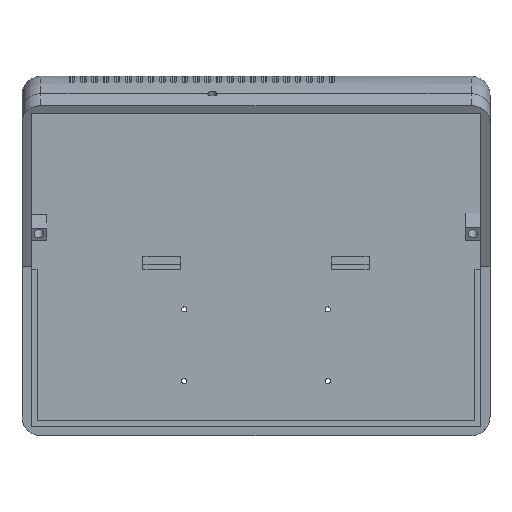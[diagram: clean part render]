
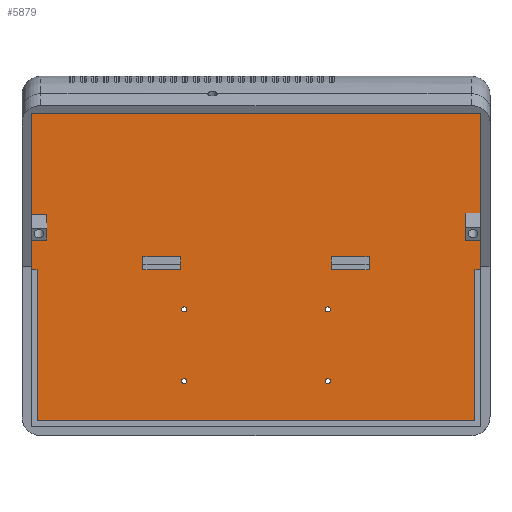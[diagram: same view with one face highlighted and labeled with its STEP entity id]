
A CAD part, top view. The second image highlights one B-rep face of the part: STEP entity #5879.
In plain terms, the highlighted planar face has unit normal (0, 0, 1).
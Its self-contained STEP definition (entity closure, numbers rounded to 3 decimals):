
#244=FACE_BOUND('',#779,.T.);
#245=FACE_BOUND('',#780,.T.);
#246=FACE_BOUND('',#781,.T.);
#247=FACE_BOUND('',#782,.T.);
#248=FACE_BOUND('',#783,.T.);
#249=FACE_BOUND('',#784,.T.);
#265=CIRCLE('',#6172,10.);
#266=CIRCLE('',#6173,1.35);
#267=CIRCLE('',#6174,1.35);
#268=CIRCLE('',#6175,1.35);
#269=CIRCLE('',#6176,1.35);
#503=FACE_OUTER_BOUND('',#778,.T.);
#778=EDGE_LOOP('',(#3869,#3870,#3871,#3872,#3873,#3874,#3875,#3876,#3877,
#3878,#3879,#3880,#3881,#3882,#3883,#3884,#3885,#3886,#3887,#3888,#3889));
#779=EDGE_LOOP('',(#3890));
#780=EDGE_LOOP('',(#3891));
#781=EDGE_LOOP('',(#3892));
#782=EDGE_LOOP('',(#3893));
#783=EDGE_LOOP('',(#3894,#3895,#3896,#3897));
#784=EDGE_LOOP('',(#3898,#3899,#3900,#3901));
#1070=LINE('',#8322,#1669);
#1072=LINE('',#8328,#1671);
#1079=LINE('',#8343,#1678);
#1083=LINE('',#8351,#1682);
#1093=LINE('',#8375,#1692);
#1094=LINE('',#8378,#1693);
#1095=LINE('',#8380,#1694);
#1096=LINE('',#8382,#1695);
#1097=LINE('',#8384,#1696);
#1098=LINE('',#8386,#1697);
#1099=LINE('',#8388,#1698);
#1100=LINE('',#8390,#1699);
#1101=LINE('',#8392,#1700);
#1102=LINE('',#8394,#1701);
#1103=LINE('',#8396,#1702);
#1104=LINE('',#8398,#1703);
#1105=LINE('',#8399,#1704);
#1106=LINE('',#8401,#1705);
#1107=LINE('',#8403,#1706);
#1108=LINE('',#8404,#1707);
#1109=LINE('',#8415,#1708);
#1110=LINE('',#8417,#1709);
#1111=LINE('',#8419,#1710);
#1112=LINE('',#8420,#1711);
#1113=LINE('',#8423,#1712);
#1114=LINE('',#8425,#1713);
#1115=LINE('',#8427,#1714);
#1116=LINE('',#8428,#1715);
#1669=VECTOR('',#6687,10.);
#1671=VECTOR('',#6691,10.);
#1678=VECTOR('',#6704,10.);
#1682=VECTOR('',#6708,10.);
#1692=VECTOR('',#6724,10.);
#1693=VECTOR('',#6727,10.);
#1694=VECTOR('',#6728,10.);
#1695=VECTOR('',#6729,10.);
#1696=VECTOR('',#6730,10.);
#1697=VECTOR('',#6731,10.);
#1698=VECTOR('',#6732,10.);
#1699=VECTOR('',#6733,10.);
#1700=VECTOR('',#6734,10.);
#1701=VECTOR('',#6735,10.);
#1702=VECTOR('',#6736,10.);
#1703=VECTOR('',#6737,10.);
#1704=VECTOR('',#6738,10.);
#1705=VECTOR('',#6739,10.);
#1706=VECTOR('',#6740,10.);
#1707=VECTOR('',#6741,10.);
#1708=VECTOR('',#6750,10.);
#1709=VECTOR('',#6751,10.);
#1710=VECTOR('',#6752,10.);
#1711=VECTOR('',#6753,10.);
#1712=VECTOR('',#6754,10.);
#1713=VECTOR('',#6755,10.);
#1714=VECTOR('',#6756,10.);
#1715=VECTOR('',#6757,10.);
#2266=VERTEX_POINT('',#8316);
#2268=VERTEX_POINT('',#8320);
#2269=VERTEX_POINT('',#8324);
#2271=VERTEX_POINT('',#8327);
#2276=VERTEX_POINT('',#8342);
#2279=VERTEX_POINT('',#8348);
#2280=VERTEX_POINT('',#8350);
#2291=VERTEX_POINT('',#8374);
#2292=VERTEX_POINT('',#8376);
#2293=VERTEX_POINT('',#8379);
#2294=VERTEX_POINT('',#8381);
#2295=VERTEX_POINT('',#8383);
#2296=VERTEX_POINT('',#8385);
#2297=VERTEX_POINT('',#8387);
#2298=VERTEX_POINT('',#8389);
#2299=VERTEX_POINT('',#8391);
#2300=VERTEX_POINT('',#8393);
#2301=VERTEX_POINT('',#8395);
#2302=VERTEX_POINT('',#8397);
#2303=VERTEX_POINT('',#8400);
#2304=VERTEX_POINT('',#8402);
#2305=VERTEX_POINT('',#8405);
#2306=VERTEX_POINT('',#8407);
#2307=VERTEX_POINT('',#8409);
#2308=VERTEX_POINT('',#8411);
#2309=VERTEX_POINT('',#8413);
#2310=VERTEX_POINT('',#8414);
#2311=VERTEX_POINT('',#8416);
#2312=VERTEX_POINT('',#8418);
#2313=VERTEX_POINT('',#8421);
#2314=VERTEX_POINT('',#8422);
#2315=VERTEX_POINT('',#8424);
#2316=VERTEX_POINT('',#8426);
#2896=EDGE_CURVE('',#2268,#2266,#1070,.T.);
#2898=EDGE_CURVE('',#2269,#2271,#1072,.T.);
#2906=EDGE_CURVE('',#2266,#2276,#1079,.T.);
#2910=EDGE_CURVE('',#2279,#2280,#1083,.T.);
#2922=EDGE_CURVE('',#2291,#2268,#1093,.T.);
#2923=EDGE_CURVE('',#2292,#2291,#265,.T.);
#2924=EDGE_CURVE('',#2271,#2292,#1094,.T.);
#2925=EDGE_CURVE('',#2293,#2269,#1095,.T.);
#2926=EDGE_CURVE('',#2293,#2294,#1096,.T.);
#2927=EDGE_CURVE('',#2294,#2295,#1097,.T.);
#2928=EDGE_CURVE('',#2295,#2296,#1098,.T.);
#2929=EDGE_CURVE('',#2296,#2297,#1099,.T.);
#2930=EDGE_CURVE('',#2297,#2298,#1100,.T.);
#2931=EDGE_CURVE('',#2298,#2299,#1101,.T.);
#2932=EDGE_CURVE('',#2299,#2300,#1102,.T.);
#2933=EDGE_CURVE('',#2300,#2301,#1103,.T.);
#2934=EDGE_CURVE('',#2301,#2302,#1104,.T.);
#2935=EDGE_CURVE('',#2302,#2280,#1105,.T.);
#2936=EDGE_CURVE('',#2279,#2303,#1106,.T.);
#2937=EDGE_CURVE('',#2303,#2304,#1107,.T.);
#2938=EDGE_CURVE('',#2304,#2276,#1108,.T.);
#2939=EDGE_CURVE('',#2305,#2305,#266,.T.);
#2940=EDGE_CURVE('',#2306,#2306,#267,.T.);
#2941=EDGE_CURVE('',#2307,#2307,#268,.T.);
#2942=EDGE_CURVE('',#2308,#2308,#269,.T.);
#2943=EDGE_CURVE('',#2309,#2310,#1109,.T.);
#2944=EDGE_CURVE('',#2310,#2311,#1110,.T.);
#2945=EDGE_CURVE('',#2311,#2312,#1111,.T.);
#2946=EDGE_CURVE('',#2312,#2309,#1112,.T.);
#2947=EDGE_CURVE('',#2313,#2314,#1113,.T.);
#2948=EDGE_CURVE('',#2314,#2315,#1114,.T.);
#2949=EDGE_CURVE('',#2315,#2316,#1115,.T.);
#2950=EDGE_CURVE('',#2316,#2313,#1116,.T.);
#3869=ORIENTED_EDGE('',*,*,#2896,.F.);
#3870=ORIENTED_EDGE('',*,*,#2922,.F.);
#3871=ORIENTED_EDGE('',*,*,#2923,.F.);
#3872=ORIENTED_EDGE('',*,*,#2924,.F.);
#3873=ORIENTED_EDGE('',*,*,#2898,.F.);
#3874=ORIENTED_EDGE('',*,*,#2925,.F.);
#3875=ORIENTED_EDGE('',*,*,#2926,.T.);
#3876=ORIENTED_EDGE('',*,*,#2927,.T.);
#3877=ORIENTED_EDGE('',*,*,#2928,.T.);
#3878=ORIENTED_EDGE('',*,*,#2929,.T.);
#3879=ORIENTED_EDGE('',*,*,#2930,.T.);
#3880=ORIENTED_EDGE('',*,*,#2931,.T.);
#3881=ORIENTED_EDGE('',*,*,#2932,.T.);
#3882=ORIENTED_EDGE('',*,*,#2933,.T.);
#3883=ORIENTED_EDGE('',*,*,#2934,.T.);
#3884=ORIENTED_EDGE('',*,*,#2935,.T.);
#3885=ORIENTED_EDGE('',*,*,#2910,.F.);
#3886=ORIENTED_EDGE('',*,*,#2936,.T.);
#3887=ORIENTED_EDGE('',*,*,#2937,.T.);
#3888=ORIENTED_EDGE('',*,*,#2938,.T.);
#3889=ORIENTED_EDGE('',*,*,#2906,.F.);
#3890=ORIENTED_EDGE('',*,*,#2939,.T.);
#3891=ORIENTED_EDGE('',*,*,#2940,.T.);
#3892=ORIENTED_EDGE('',*,*,#2941,.T.);
#3893=ORIENTED_EDGE('',*,*,#2942,.T.);
#3894=ORIENTED_EDGE('',*,*,#2943,.T.);
#3895=ORIENTED_EDGE('',*,*,#2944,.T.);
#3896=ORIENTED_EDGE('',*,*,#2945,.T.);
#3897=ORIENTED_EDGE('',*,*,#2946,.T.);
#3898=ORIENTED_EDGE('',*,*,#2947,.T.);
#3899=ORIENTED_EDGE('',*,*,#2948,.T.);
#3900=ORIENTED_EDGE('',*,*,#2949,.T.);
#3901=ORIENTED_EDGE('',*,*,#2950,.T.);
#5726=PLANE('',#6171);
#5879=ADVANCED_FACE('',(#503,#244,#245,#246,#247,#248,#249),#5726,.F.);
#6171=AXIS2_PLACEMENT_3D('',#8373,#6722,#6723);
#6172=AXIS2_PLACEMENT_3D('',#8377,#6725,#6726);
#6173=AXIS2_PLACEMENT_3D('',#8406,#6742,#6743);
#6174=AXIS2_PLACEMENT_3D('',#8408,#6744,#6745);
#6175=AXIS2_PLACEMENT_3D('',#8410,#6746,#6747);
#6176=AXIS2_PLACEMENT_3D('',#8412,#6748,#6749);
#6687=DIRECTION('',(-1.,0.,0.));
#6691=DIRECTION('',(0.,1.,0.));
#6704=DIRECTION('',(0.,-1.,0.));
#6708=DIRECTION('',(0.,-1.,0.));
#6722=DIRECTION('center_axis',(0.,0.,-1.));
#6723=DIRECTION('ref_axis',(-1.,0.,0.));
#6724=DIRECTION('',(0.,-1.,0.));
#6725=DIRECTION('center_axis',(0.,0.,-1.));
#6726=DIRECTION('ref_axis',(0.707,0.707,0.));
#6727=DIRECTION('',(1.,0.,0.));
#6728=DIRECTION('',(1.,0.,0.));
#6729=DIRECTION('',(0.,-1.,0.));
#6730=DIRECTION('',(1.,0.002,0.));
#6731=DIRECTION('',(0.,-1.,0.));
#6732=DIRECTION('',(-1.,0.,0.));
#6733=DIRECTION('',(0.,-1.,0.));
#6734=DIRECTION('',(1.,0.,0.));
#6735=DIRECTION('',(0.,-1.,0.));
#6736=DIRECTION('',(1.,0.,0.));
#6737=DIRECTION('',(0.,1.,0.));
#6738=DIRECTION('',(1.,0.,0.));
#6739=DIRECTION('',(-1.,0.,0.));
#6740=DIRECTION('',(0.,1.,0.));
#6741=DIRECTION('',(1.,0.,0.));
#6742=DIRECTION('center_axis',(0.,0.,-1.));
#6743=DIRECTION('ref_axis',(1.,0.,0.));
#6744=DIRECTION('center_axis',(0.,0.,-1.));
#6745=DIRECTION('ref_axis',(1.,0.,0.));
#6746=DIRECTION('center_axis',(0.,0.,-1.));
#6747=DIRECTION('ref_axis',(1.,0.,0.));
#6748=DIRECTION('center_axis',(0.,0.,-1.));
#6749=DIRECTION('ref_axis',(1.,0.,0.));
#6750=DIRECTION('',(0.,1.,0.));
#6751=DIRECTION('',(1.,0.,0.));
#6752=DIRECTION('',(0.,-1.,0.));
#6753=DIRECTION('',(-1.,0.,0.));
#6754=DIRECTION('',(0.,1.,0.));
#6755=DIRECTION('',(1.,0.,0.));
#6756=DIRECTION('',(0.,-1.,0.));
#6757=DIRECTION('',(-1.,0.,0.));
#8316=CARTESIAN_POINT('',(119.175,77.747,0.));
#8320=CARTESIAN_POINT('',(124.175,77.747,0.));
#8322=CARTESIAN_POINT('',(124.175,77.747,0.));
#8324=CARTESIAN_POINT('',(59.175,137.747,0.));
#8327=CARTESIAN_POINT('',(59.175,142.747,0.));
#8328=CARTESIAN_POINT('',(59.175,77.747,0.));
#8342=CARTESIAN_POINT('',(119.175,70.168,0.));
#8343=CARTESIAN_POINT('',(119.175,137.747,0.));
#8348=CARTESIAN_POINT('',(119.175,60.931,0.));
#8350=CARTESIAN_POINT('',(119.175,39.975,0.));
#8351=CARTESIAN_POINT('',(119.175,137.747,0.));
#8373=CARTESIAN_POINT('Origin',(0.,47.386,0.));
#8374=CARTESIAN_POINT('',(124.175,132.747,0.));
#8375=CARTESIAN_POINT('',(124.175,33.636,0.));
#8376=CARTESIAN_POINT('',(114.175,142.747,0.));
#8377=CARTESIAN_POINT('Origin',(114.175,132.747,0.));
#8378=CARTESIAN_POINT('',(105.425,142.747,0.));
#8379=CARTESIAN_POINT('',(-119.175,137.747,0.));
#8380=CARTESIAN_POINT('',(-119.175,137.747,0.));
#8381=CARTESIAN_POINT('',(-119.175,69.346,0.));
#8382=CARTESIAN_POINT('',(-119.175,125.247,0.));
#8383=CARTESIAN_POINT('',(-111.172,69.364,0.));
#8384=CARTESIAN_POINT('',(-59.621,69.481,0.));
#8385=CARTESIAN_POINT('',(-111.173,60.931,0.));
#8386=CARTESIAN_POINT('',(-111.173,54.765,0.));
#8387=CARTESIAN_POINT('',(-119.175,60.931,0.));
#8388=CARTESIAN_POINT('',(-55.586,60.931,0.));
#8389=CARTESIAN_POINT('',(-119.175,39.975,0.));
#8390=CARTESIAN_POINT('',(-119.175,125.247,0.));
#8391=CARTESIAN_POINT('',(-116.175,39.975,0.));
#8392=CARTESIAN_POINT('',(-58.088,39.975,0.));
#8393=CARTESIAN_POINT('',(-116.175,-39.975,0.));
#8394=CARTESIAN_POINT('',(-116.175,3.706,0.));
#8395=CARTESIAN_POINT('',(116.175,-39.975,0.));
#8396=CARTESIAN_POINT('',(58.088,-39.975,0.));
#8397=CARTESIAN_POINT('',(116.175,39.975,0.));
#8398=CARTESIAN_POINT('',(116.175,43.681,0.));
#8399=CARTESIAN_POINT('',(59.588,39.975,0.));
#8400=CARTESIAN_POINT('',(111.175,60.931,0.));
#8401=CARTESIAN_POINT('',(59.588,60.931,0.));
#8402=CARTESIAN_POINT('',(111.175,70.168,0.));
#8403=CARTESIAN_POINT('',(111.175,51.599,0.));
#8404=CARTESIAN_POINT('',(55.588,70.168,0.));
#8405=CARTESIAN_POINT('',(36.75,-19.05,0.));
#8406=CARTESIAN_POINT('Origin',(38.1,-19.05,0.));
#8407=CARTESIAN_POINT('',(-39.45,-19.05,0.));
#8408=CARTESIAN_POINT('Origin',(-38.1,-19.05,0.));
#8409=CARTESIAN_POINT('',(36.75,19.05,0.));
#8410=CARTESIAN_POINT('Origin',(38.1,19.05,0.));
#8411=CARTESIAN_POINT('',(-39.45,19.05,0.));
#8412=CARTESIAN_POINT('Origin',(-38.1,19.05,0.));
#8413=CARTESIAN_POINT('',(-60.,39.975,0.));
#8414=CARTESIAN_POINT('',(-60.,46.975,0.));
#8415=CARTESIAN_POINT('',(-60.,45.181,0.));
#8416=CARTESIAN_POINT('',(-40.,46.975,0.));
#8417=CARTESIAN_POINT('',(-20.,46.975,0.));
#8418=CARTESIAN_POINT('',(-40.,39.975,0.));
#8419=CARTESIAN_POINT('',(-40.,45.181,0.));
#8420=CARTESIAN_POINT('',(-30.,39.975,0.));
#8421=CARTESIAN_POINT('',(40.,39.975,0.));
#8422=CARTESIAN_POINT('',(40.,46.975,0.));
#8423=CARTESIAN_POINT('',(40.,45.181,0.));
#8424=CARTESIAN_POINT('',(60.,46.975,0.));
#8425=CARTESIAN_POINT('',(30.,46.975,0.));
#8426=CARTESIAN_POINT('',(60.,39.975,0.));
#8427=CARTESIAN_POINT('',(60.,45.181,0.));
#8428=CARTESIAN_POINT('',(20.,39.975,0.));
